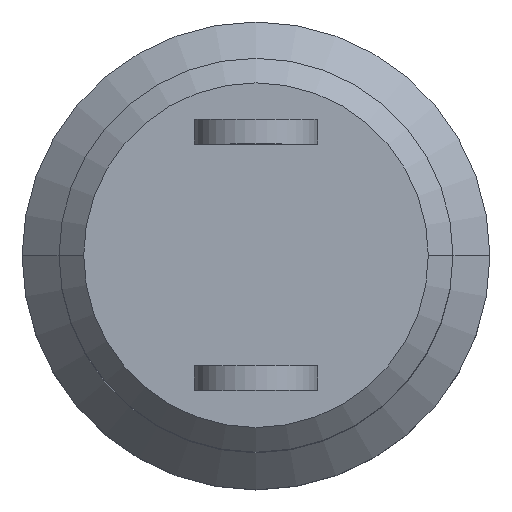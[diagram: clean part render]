
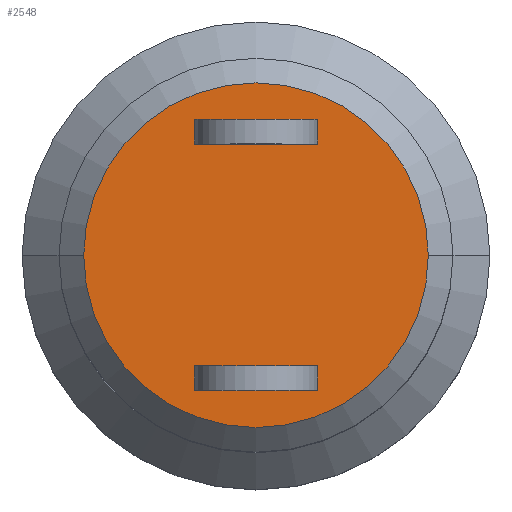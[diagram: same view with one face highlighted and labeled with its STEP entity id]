
A CAD part, top view. The second image highlights one B-rep face of the part: STEP entity #2548.
In plain terms, the highlighted planar face has unit normal (0, 0, 1).
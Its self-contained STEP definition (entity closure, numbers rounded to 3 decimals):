
#308 = DIRECTION ( 'NONE',  ( -1., 0., 0. ) ) ;
#376 = AXIS2_PLACEMENT_3D ( 'NONE', #2538, #929, #308 ) ;
#527 = PLANE ( 'NONE',  #1204 ) ;
#705 = DIRECTION ( 'NONE',  ( 0., 0., -1. ) ) ;
#745 = CIRCLE ( 'NONE', #1096, 3.5 ) ;
#875 = EDGE_CURVE ( 'NONE', #1742, #1266, #745, .T. ) ;
#929 = DIRECTION ( 'NONE',  ( 0., 0., -1. ) ) ;
#937 = CARTESIAN_POINT ( 'NONE',  ( 3.5, 0., 10. ) ) ;
#1014 = ORIENTED_EDGE ( 'NONE', *, *, #1437, .F. ) ;
#1096 = AXIS2_PLACEMENT_3D ( 'NONE', #1712, #705, #1928 ) ;
#1204 = AXIS2_PLACEMENT_3D ( 'NONE', #2020, #2227, #1402 ) ;
#1266 = VERTEX_POINT ( 'NONE', #2316 ) ;
#1402 = DIRECTION ( 'NONE',  ( -1., 0., 0. ) ) ;
#1409 = ORIENTED_EDGE ( 'NONE', *, *, #875, .F. ) ;
#1437 = EDGE_CURVE ( 'NONE', #1266, #1742, #1935, .T. ) ;
#1712 = CARTESIAN_POINT ( 'NONE',  ( 0., 0., 10. ) ) ;
#1742 = VERTEX_POINT ( 'NONE', #937 ) ;
#1889 = FACE_OUTER_BOUND ( 'NONE', #2474, .T. ) ;
#1928 = DIRECTION ( 'NONE',  ( -1., 0., 0. ) ) ;
#1935 = CIRCLE ( 'NONE', #376, 3.5 ) ;
#2020 = CARTESIAN_POINT ( 'NONE',  ( 0., 0., 10. ) ) ;
#2227 = DIRECTION ( 'NONE',  ( 0., 0., -1. ) ) ;
#2316 = CARTESIAN_POINT ( 'NONE',  ( -3.5, 0., 10. ) ) ;
#2474 = EDGE_LOOP ( 'NONE', ( #1014, #1409 ) ) ;
#2538 = CARTESIAN_POINT ( 'NONE',  ( 0., 0., 10. ) ) ;
#2548 = ADVANCED_FACE ( 'NONE', ( #1889 ), #527, .F. ) ;
